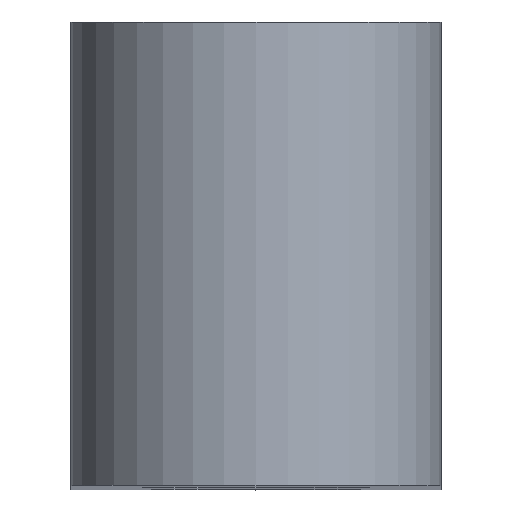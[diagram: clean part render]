
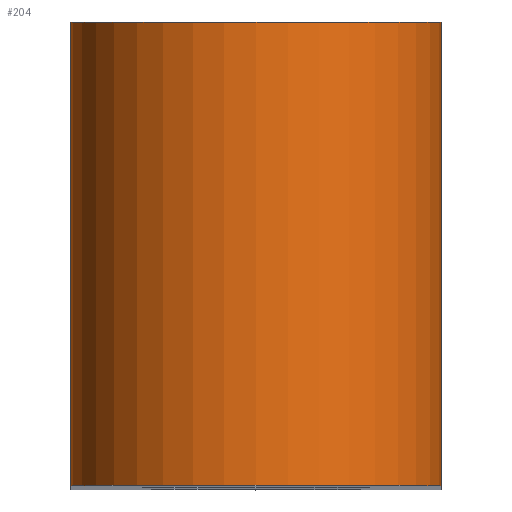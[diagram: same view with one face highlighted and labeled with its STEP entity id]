
A CAD part, top view. The second image highlights one B-rep face of the part: STEP entity #204.
In plain terms, the highlighted cylindrical face has radius 4 mm (diameter 8 mm), a full revolution.
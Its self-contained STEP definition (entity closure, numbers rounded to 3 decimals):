
#39=FACE_OUTER_BOUND('',#56,.T.);
#56=EDGE_LOOP('',(#179,#180,#181,#182,#183,#184,#185));
#62=LINE('',#349,#75);
#68=LINE('',#361,#81);
#70=LINE('',#376,#83);
#75=VECTOR('',#287,10.);
#81=VECTOR('',#295,10.);
#83=VECTOR('',#319,4.);
#90=CIRCLE('',#244,4.);
#92=CIRCLE('',#247,4.);
#95=CIRCLE('',#253,4.);
#102=VERTEX_POINT('',#345);
#104=VERTEX_POINT('',#348);
#107=VERTEX_POINT('',#355);
#109=VERTEX_POINT('',#359);
#111=VERTEX_POINT('',#374);
#122=EDGE_CURVE('',#102,#104,#62,.T.);
#128=EDGE_CURVE('',#107,#109,#68,.T.);
#129=EDGE_CURVE('',#102,#107,#90,.T.);
#131=EDGE_CURVE('',#104,#109,#92,.T.);
#135=EDGE_CURVE('',#111,#111,#95,.T.);
#136=EDGE_CURVE('',#111,#102,#70,.T.);
#179=ORIENTED_EDGE('',*,*,#135,.F.);
#180=ORIENTED_EDGE('',*,*,#136,.T.);
#181=ORIENTED_EDGE('',*,*,#129,.T.);
#182=ORIENTED_EDGE('',*,*,#128,.T.);
#183=ORIENTED_EDGE('',*,*,#131,.F.);
#184=ORIENTED_EDGE('',*,*,#122,.F.);
#185=ORIENTED_EDGE('',*,*,#136,.F.);
#191=CYLINDRICAL_SURFACE('',#252,4.);
#204=ADVANCED_FACE('',(#39),#191,.T.);
#244=AXIS2_PLACEMENT_3D('',#363,#298,#299);
#247=AXIS2_PLACEMENT_3D('',#366,#304,#305);
#252=AXIS2_PLACEMENT_3D('',#373,#315,#316);
#253=AXIS2_PLACEMENT_3D('',#375,#317,#318);
#287=DIRECTION('',(0.,-1.,0.));
#295=DIRECTION('',(0.,-1.,0.));
#298=DIRECTION('center_axis',(0.,1.,0.));
#299=DIRECTION('ref_axis',(-1.,0.,0.));
#304=DIRECTION('center_axis',(0.,-1.,0.));
#305=DIRECTION('ref_axis',(-1.,0.,0.));
#315=DIRECTION('center_axis',(0.,1.,0.));
#316=DIRECTION('ref_axis',(-1.,0.,0.));
#317=DIRECTION('center_axis',(0.,1.,0.));
#318=DIRECTION('ref_axis',(-1.,0.,0.));
#319=DIRECTION('',(0.,-1.,0.));
#345=CARTESIAN_POINT('',(0.,0.,-4.));
#348=CARTESIAN_POINT('',(0.,-3.,-4.));
#349=CARTESIAN_POINT('',(0.,0.,-4.));
#355=CARTESIAN_POINT('',(-8.,0.,-4.));
#359=CARTESIAN_POINT('',(-8.,-3.,-4.));
#361=CARTESIAN_POINT('',(-8.,0.,-4.));
#363=CARTESIAN_POINT('Origin',(-4.,0.,-4.));
#366=CARTESIAN_POINT('Origin',(-4.,-3.,-4.));
#373=CARTESIAN_POINT('Origin',(-4.,0.,-4.));
#374=CARTESIAN_POINT('',(0.,7.,-4.));
#375=CARTESIAN_POINT('Origin',(-4.,7.,-4.));
#376=CARTESIAN_POINT('',(0.,0.,-4.));
